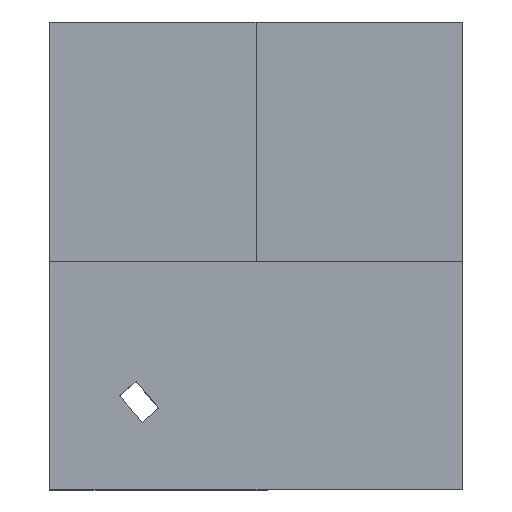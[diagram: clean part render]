
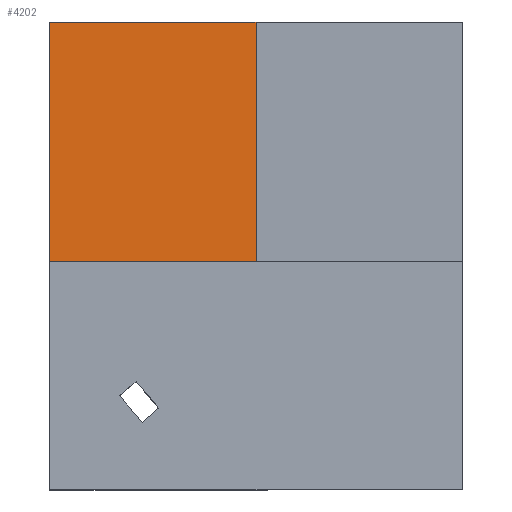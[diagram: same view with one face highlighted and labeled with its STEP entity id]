
A CAD part, top view. The second image highlights one B-rep face of the part: STEP entity #4202.
In plain terms, the highlighted planar face has unit normal (0.025, 0, 1).
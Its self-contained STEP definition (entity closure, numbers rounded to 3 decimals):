
#1179 = PLANE('',#1180);
#1180 = AXIS2_PLACEMENT_3D('',#1181,#1182,#1183);
#1181 = CARTESIAN_POINT('',(0.,43.059,0.));
#1182 = DIRECTION('',(-0.,1.,0.));
#1183 = DIRECTION('',(0.,0.,1.));
#2285 = PLANE('',#2286);
#2286 = AXIS2_PLACEMENT_3D('',#2287,#2288,#2289);
#2287 = CARTESIAN_POINT('',(0.,0.,0.));
#2288 = DIRECTION('',(1.,0.,-0.));
#2289 = DIRECTION('',(0.,0.,1.));
#3497 = VERTEX_POINT('',#3498);
#3498 = CARTESIAN_POINT('',(0.,43.059,8.573));
#3519 = EDGE_CURVE('',#3520,#3497,#3522,.T.);
#3520 = VERTEX_POINT('',#3521);
#3521 = CARTESIAN_POINT('',(18.97,43.059,
    8.108));
#3522 = SURFACE_CURVE('',#3523,(#3527,#3534),.PCURVE_S1.);
#3523 = LINE('',#3524,#3525);
#3524 = CARTESIAN_POINT('',(18.97,43.059,
    8.108));
#3525 = VECTOR('',#3526,1.);
#3526 = DIRECTION('',(-1.,0.,0.025));
#3527 = PCURVE('',#1179,#3528);
#3528 = DEFINITIONAL_REPRESENTATION('',(#3529),#3533);
#3529 = LINE('',#3530,#3531);
#3530 = CARTESIAN_POINT('',(8.108,18.97));
#3531 = VECTOR('',#3532,1.);
#3532 = DIRECTION('',(0.025,-1.));
#3533 = ( GEOMETRIC_REPRESENTATION_CONTEXT(2) 
PARAMETRIC_REPRESENTATION_CONTEXT() REPRESENTATION_CONTEXT('2D SPACE',''
  ) );
#3534 = PCURVE('',#3535,#3540);
#3535 = PLANE('',#3536);
#3536 = AXIS2_PLACEMENT_3D('',#3537,#3538,#3539);
#3537 = CARTESIAN_POINT('',(18.97,43.059,
    8.108));
#3538 = DIRECTION('',(-0.025,0.,-1.));
#3539 = DIRECTION('',(-1.,0.,0.025));
#3540 = DEFINITIONAL_REPRESENTATION('',(#3541),#3545);
#3541 = LINE('',#3542,#3543);
#3542 = CARTESIAN_POINT('',(0.,0.));
#3543 = VECTOR('',#3544,1.);
#3544 = DIRECTION('',(1.,0.));
#3545 = ( GEOMETRIC_REPRESENTATION_CONTEXT(2) 
PARAMETRIC_REPRESENTATION_CONTEXT() REPRESENTATION_CONTEXT('2D SPACE',''
  ) );
#3563 = PLANE('',#3564);
#3564 = AXIS2_PLACEMENT_3D('',#3565,#3566,#3567);
#3565 = CARTESIAN_POINT('',(37.941,43.059,
    8.573));
#3566 = DIRECTION('',(0.025,0.,-1.));
#3567 = DIRECTION('',(-1.,0.,-0.025));
#3857 = EDGE_CURVE('',#3497,#3858,#3860,.T.);
#3858 = VERTEX_POINT('',#3859);
#3859 = CARTESIAN_POINT('',(0.,21.009,8.573));
#3860 = SURFACE_CURVE('',#3861,(#3865,#3872),.PCURVE_S1.);
#3861 = LINE('',#3862,#3863);
#3862 = CARTESIAN_POINT('',(0.,43.059,8.573));
#3863 = VECTOR('',#3864,1.);
#3864 = DIRECTION('',(0.,-1.,-0.));
#3865 = PCURVE('',#2285,#3866);
#3866 = DEFINITIONAL_REPRESENTATION('',(#3867),#3871);
#3867 = LINE('',#3868,#3869);
#3868 = CARTESIAN_POINT('',(8.573,-43.059));
#3869 = VECTOR('',#3870,1.);
#3870 = DIRECTION('',(0.,1.));
#3871 = ( GEOMETRIC_REPRESENTATION_CONTEXT(2) 
PARAMETRIC_REPRESENTATION_CONTEXT() REPRESENTATION_CONTEXT('2D SPACE',''
  ) );
#3872 = PCURVE('',#3535,#3873);
#3873 = DEFINITIONAL_REPRESENTATION('',(#3874),#3878);
#3874 = LINE('',#3875,#3876);
#3875 = CARTESIAN_POINT('',(18.976,0.));
#3876 = VECTOR('',#3877,1.);
#3877 = DIRECTION('',(0.,-1.));
#3878 = ( GEOMETRIC_REPRESENTATION_CONTEXT(2) 
PARAMETRIC_REPRESENTATION_CONTEXT() REPRESENTATION_CONTEXT('2D SPACE',''
  ) );
#3894 = PLANE('',#3895);
#3895 = AXIS2_PLACEMENT_3D('',#3896,#3897,#3898);
#3896 = CARTESIAN_POINT('',(18.97,21.009,
    9.228));
#3897 = DIRECTION('',(0.,1.,0.));
#3898 = DIRECTION('',(0.,0.,1.));
#4202 = ADVANCED_FACE('9',(#4203),#3535,.F.);
#4203 = FACE_BOUND('',#4204,.F.);
#4204 = EDGE_LOOP('',(#4205,#4228,#4249,#4250));
#4205 = ORIENTED_EDGE('',*,*,#4206,.T.);
#4206 = EDGE_CURVE('',#3520,#4207,#4209,.T.);
#4207 = VERTEX_POINT('',#4208);
#4208 = CARTESIAN_POINT('',(18.97,21.009,
    8.108));
#4209 = SURFACE_CURVE('',#4210,(#4214,#4221),.PCURVE_S1.);
#4210 = LINE('',#4211,#4212);
#4211 = CARTESIAN_POINT('',(18.97,43.059,
    8.108));
#4212 = VECTOR('',#4213,1.);
#4213 = DIRECTION('',(0.,-1.,-0.));
#4214 = PCURVE('',#3535,#4215);
#4215 = DEFINITIONAL_REPRESENTATION('',(#4216),#4220);
#4216 = LINE('',#4217,#4218);
#4217 = CARTESIAN_POINT('',(0.,0.));
#4218 = VECTOR('',#4219,1.);
#4219 = DIRECTION('',(0.,-1.));
#4220 = ( GEOMETRIC_REPRESENTATION_CONTEXT(2) 
PARAMETRIC_REPRESENTATION_CONTEXT() REPRESENTATION_CONTEXT('2D SPACE',''
  ) );
#4221 = PCURVE('',#3563,#4222);
#4222 = DEFINITIONAL_REPRESENTATION('',(#4223),#4227);
#4223 = LINE('',#4224,#4225);
#4224 = CARTESIAN_POINT('',(18.976,0.));
#4225 = VECTOR('',#4226,1.);
#4226 = DIRECTION('',(-0.,-1.));
#4227 = ( GEOMETRIC_REPRESENTATION_CONTEXT(2) 
PARAMETRIC_REPRESENTATION_CONTEXT() REPRESENTATION_CONTEXT('2D SPACE',''
  ) );
#4228 = ORIENTED_EDGE('',*,*,#4229,.T.);
#4229 = EDGE_CURVE('',#4207,#3858,#4230,.T.);
#4230 = SURFACE_CURVE('',#4231,(#4235,#4242),.PCURVE_S1.);
#4231 = LINE('',#4232,#4233);
#4232 = CARTESIAN_POINT('',(18.97,21.009,
    8.108));
#4233 = VECTOR('',#4234,1.);
#4234 = DIRECTION('',(-1.,0.,0.025));
#4235 = PCURVE('',#3535,#4236);
#4236 = DEFINITIONAL_REPRESENTATION('',(#4237),#4241);
#4237 = LINE('',#4238,#4239);
#4238 = CARTESIAN_POINT('',(0.,-22.049));
#4239 = VECTOR('',#4240,1.);
#4240 = DIRECTION('',(1.,0.));
#4241 = ( GEOMETRIC_REPRESENTATION_CONTEXT(2) 
PARAMETRIC_REPRESENTATION_CONTEXT() REPRESENTATION_CONTEXT('2D SPACE',''
  ) );
#4242 = PCURVE('',#3894,#4243);
#4243 = DEFINITIONAL_REPRESENTATION('',(#4244),#4248);
#4244 = LINE('',#4245,#4246);
#4245 = CARTESIAN_POINT('',(-1.121,0.));
#4246 = VECTOR('',#4247,1.);
#4247 = DIRECTION('',(0.025,-1.));
#4248 = ( GEOMETRIC_REPRESENTATION_CONTEXT(2) 
PARAMETRIC_REPRESENTATION_CONTEXT() REPRESENTATION_CONTEXT('2D SPACE',''
  ) );
#4249 = ORIENTED_EDGE('',*,*,#3857,.F.);
#4250 = ORIENTED_EDGE('',*,*,#3519,.F.);
